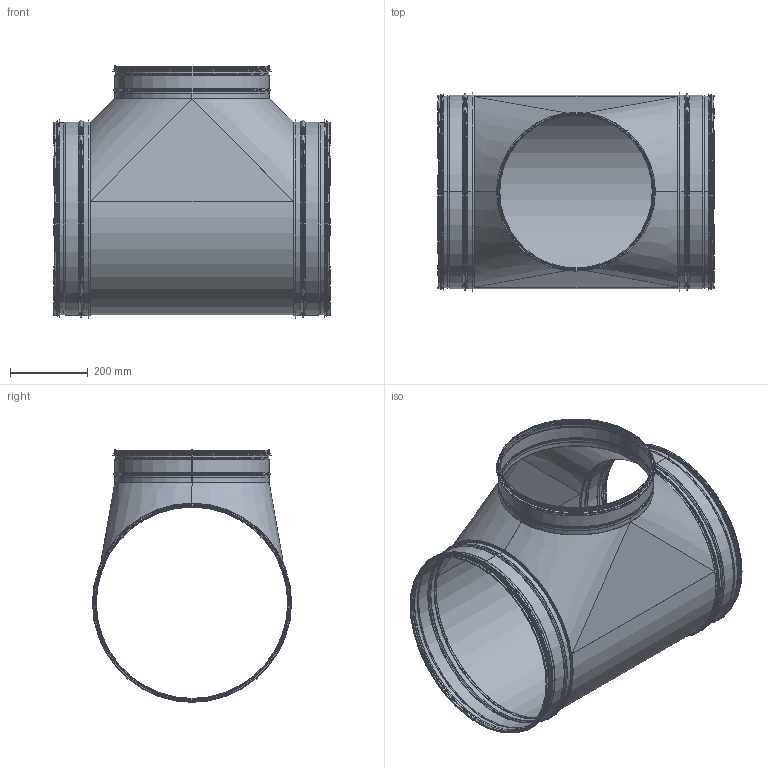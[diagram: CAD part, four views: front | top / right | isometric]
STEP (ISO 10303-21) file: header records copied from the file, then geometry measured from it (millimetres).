
FILE_DESCRIPTION((''),'2;1');
FILE_NAME('HTK_500-400.stp','2014-02-21T07:13:30',(''),(''),'Autodesk Inventor 2013','Autodesk Inventor 2013','');
FILE_SCHEMA(('AUTOMOTIVE_DESIGN { 1 2 10303 214 0 1 1 1 }'));
Length unit declared in the file: millimetre
Products named in the file (12): HTK_500-400; HTKRörämne_500-400; HTKRörämnesdel2500-400; HTKRörämnesdel1-500-400; HTKRörämnesdel3-500-400; HTKRörämnesdel4-500-400; StosStödsick-400; StosStödsickRörämne-400; 999009; HSGMedFals-500; HSGMedFalsRörämne-500; 999010
Assembly tree (13 placements, depth 3):
  HTK_500-400
    HTKRörämne_500-400
      HTKRörämnesdel2500-400
      HTKRörämnesdel1-500-400
      HTKRörämnesdel3-500-400
      HTKRörämnesdel4-500-400  x2
    StosStödsick-400
      StosStödsickRörämne-400
      999009
    HSGMedFals-500  x2
      HSGMedFalsRörämne-500
      999010
Bounding box: 712.97 x 513.25 x 651.21 mm (x, y, z)
Volume: 817252.9 mm3; surface area: 2888789.7 mm2
Topology: 11 solids, 11 shells, 357 faces, 697 edges, 369 vertices
Faces by surface type: plane 173, torus 72, cylinder 54, cone 30, bspline 28
Full cylindrical faces by diameter (mm): 393 x1, 394 x1, 395.2 x1, 397.25 x1, 397.8 x6, 398.25 x1, 398.8 x3, 404.2 x1, 409.2 x1, 492.95 x2, 493.95 x2, 495.15 x2, 497.75 x14, 498.75 x8, 501.75 x2, 504.15 x2, 508.75 x2, 509.15 x2
Entity records: 7498 total; most frequent: CARTESIAN_POINT 2059, DIRECTION 1098, ORIENTED_EDGE 904, EDGE_CURVE 452, AXIS2_PLACEMENT_3D 445, EDGE_LOOP 284, VERTEX_POINT 254, STYLED_ITEM 254
